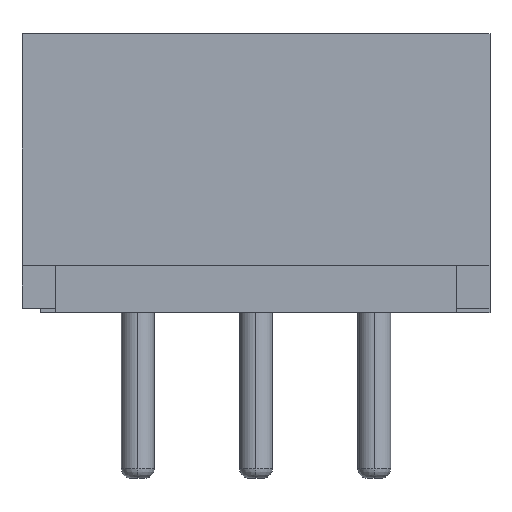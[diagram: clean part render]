
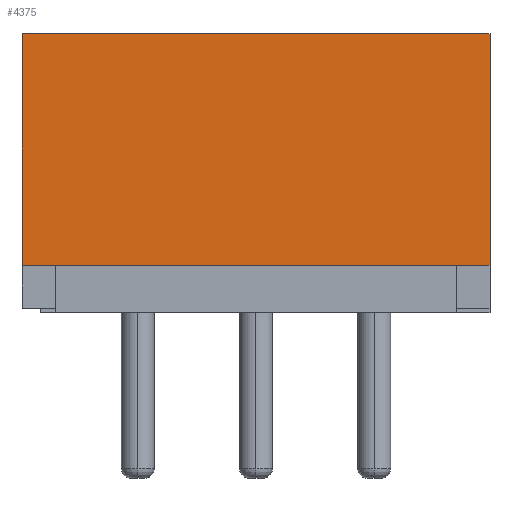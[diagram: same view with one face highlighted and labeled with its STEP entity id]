
A CAD part, top view. The second image highlights one B-rep face of the part: STEP entity #4375.
In plain terms, the highlighted planar face has unit normal (0, 0, 1).
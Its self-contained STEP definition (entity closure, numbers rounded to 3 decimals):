
#3093 = PLANE('',#3094);
#3094 = AXIS2_PLACEMENT_3D('',#3095,#3096,#3097);
#3095 = CARTESIAN_POINT('',(4.95,-1.95,1.25));
#3096 = DIRECTION('',(0.,1.,0.));
#3097 = DIRECTION('',(0.,-0.,1.));
#4171 = VERTEX_POINT('',#4172);
#4172 = CARTESIAN_POINT('',(4.95,-1.95,2.47));
#4186 = PLANE('',#4187);
#4187 = AXIS2_PLACEMENT_3D('',#4188,#4189,#4190);
#4188 = CARTESIAN_POINT('',(4.95,-2.95,2.47));
#4189 = DIRECTION('',(1.,-0.,0.));
#4190 = DIRECTION('',(0.,0.,-1.));
#4198 = EDGE_CURVE('',#4199,#4171,#4201,.T.);
#4199 = VERTEX_POINT('',#4200);
#4200 = CARTESIAN_POINT('',(-4.95,-1.95,2.47));
#4201 = SURFACE_CURVE('',#4202,(#4206,#4213),.PCURVE_S1.);
#4202 = LINE('',#4203,#4204);
#4203 = CARTESIAN_POINT('',(4.95,-1.95,2.47));
#4204 = VECTOR('',#4205,1.);
#4205 = DIRECTION('',(1.,0.,-0.));
#4206 = PCURVE('',#3093,#4207);
#4207 = DEFINITIONAL_REPRESENTATION('',(#4208),#4212);
#4208 = LINE('',#4209,#4210);
#4209 = CARTESIAN_POINT('',(1.22,0.));
#4210 = VECTOR('',#4211,1.);
#4211 = DIRECTION('',(0.,1.));
#4212 = ( GEOMETRIC_REPRESENTATION_CONTEXT(2) 
PARAMETRIC_REPRESENTATION_CONTEXT() REPRESENTATION_CONTEXT('2D SPACE',''
  ) );
#4213 = PCURVE('',#4214,#4219);
#4214 = PLANE('',#4215);
#4215 = AXIS2_PLACEMENT_3D('',#4216,#4217,#4218);
#4216 = CARTESIAN_POINT('',(-4.95,-2.95,2.47));
#4217 = DIRECTION('',(0.,0.,1.));
#4218 = DIRECTION('',(1.,0.,-0.));
#4219 = DEFINITIONAL_REPRESENTATION('',(#4220),#4224);
#4220 = LINE('',#4221,#4222);
#4221 = CARTESIAN_POINT('',(9.9,1.));
#4222 = VECTOR('',#4223,1.);
#4223 = DIRECTION('',(1.,0.));
#4224 = ( GEOMETRIC_REPRESENTATION_CONTEXT(2) 
PARAMETRIC_REPRESENTATION_CONTEXT() REPRESENTATION_CONTEXT('2D SPACE',''
  ) );
#4242 = PLANE('',#4243);
#4243 = AXIS2_PLACEMENT_3D('',#4244,#4245,#4246);
#4244 = CARTESIAN_POINT('',(-4.95,-2.95,-1.19));
#4245 = DIRECTION('',(-1.,0.,0.));
#4246 = DIRECTION('',(0.,0.,1.));
#4375 = ADVANCED_FACE('',(#4376),#4214,.T.);
#4376 = FACE_BOUND('',#4377,.T.);
#4377 = EDGE_LOOP('',(#4378,#4401,#4402,#4425));
#4378 = ORIENTED_EDGE('',*,*,#4379,.T.);
#4379 = EDGE_CURVE('',#4380,#4199,#4382,.T.);
#4380 = VERTEX_POINT('',#4381);
#4381 = CARTESIAN_POINT('',(-4.95,2.95,2.47));
#4382 = SURFACE_CURVE('',#4383,(#4387,#4394),.PCURVE_S1.);
#4383 = LINE('',#4384,#4385);
#4384 = CARTESIAN_POINT('',(-4.95,-2.95,2.47));
#4385 = VECTOR('',#4386,1.);
#4386 = DIRECTION('',(0.,-1.,-0.));
#4387 = PCURVE('',#4214,#4388);
#4388 = DEFINITIONAL_REPRESENTATION('',(#4389),#4393);
#4389 = LINE('',#4390,#4391);
#4390 = CARTESIAN_POINT('',(0.,0.));
#4391 = VECTOR('',#4392,1.);
#4392 = DIRECTION('',(0.,-1.));
#4393 = ( GEOMETRIC_REPRESENTATION_CONTEXT(2) 
PARAMETRIC_REPRESENTATION_CONTEXT() REPRESENTATION_CONTEXT('2D SPACE',''
  ) );
#4394 = PCURVE('',#4242,#4395);
#4395 = DEFINITIONAL_REPRESENTATION('',(#4396),#4400);
#4396 = LINE('',#4397,#4398);
#4397 = CARTESIAN_POINT('',(3.66,0.));
#4398 = VECTOR('',#4399,1.);
#4399 = DIRECTION('',(0.,-1.));
#4400 = ( GEOMETRIC_REPRESENTATION_CONTEXT(2) 
PARAMETRIC_REPRESENTATION_CONTEXT() REPRESENTATION_CONTEXT('2D SPACE',''
  ) );
#4401 = ORIENTED_EDGE('',*,*,#4198,.T.);
#4402 = ORIENTED_EDGE('',*,*,#4403,.T.);
#4403 = EDGE_CURVE('',#4171,#4404,#4406,.T.);
#4404 = VERTEX_POINT('',#4405);
#4405 = CARTESIAN_POINT('',(4.95,2.95,2.47));
#4406 = SURFACE_CURVE('',#4407,(#4411,#4418),.PCURVE_S1.);
#4407 = LINE('',#4408,#4409);
#4408 = CARTESIAN_POINT('',(4.95,-2.95,2.47));
#4409 = VECTOR('',#4410,1.);
#4410 = DIRECTION('',(-0.,1.,0.));
#4411 = PCURVE('',#4214,#4412);
#4412 = DEFINITIONAL_REPRESENTATION('',(#4413),#4417);
#4413 = LINE('',#4414,#4415);
#4414 = CARTESIAN_POINT('',(9.9,0.));
#4415 = VECTOR('',#4416,1.);
#4416 = DIRECTION('',(0.,1.));
#4417 = ( GEOMETRIC_REPRESENTATION_CONTEXT(2) 
PARAMETRIC_REPRESENTATION_CONTEXT() REPRESENTATION_CONTEXT('2D SPACE',''
  ) );
#4418 = PCURVE('',#4186,#4419);
#4419 = DEFINITIONAL_REPRESENTATION('',(#4420),#4424);
#4420 = LINE('',#4421,#4422);
#4421 = CARTESIAN_POINT('',(0.,0.));
#4422 = VECTOR('',#4423,1.);
#4423 = DIRECTION('',(0.,1.));
#4424 = ( GEOMETRIC_REPRESENTATION_CONTEXT(2) 
PARAMETRIC_REPRESENTATION_CONTEXT() REPRESENTATION_CONTEXT('2D SPACE',''
  ) );
#4425 = ORIENTED_EDGE('',*,*,#4426,.T.);
#4426 = EDGE_CURVE('',#4404,#4380,#4427,.T.);
#4427 = SURFACE_CURVE('',#4428,(#4432,#4439),.PCURVE_S1.);
#4428 = LINE('',#4429,#4430);
#4429 = CARTESIAN_POINT('',(-4.95,2.95,2.47));
#4430 = VECTOR('',#4431,1.);
#4431 = DIRECTION('',(-1.,-0.,0.));
#4432 = PCURVE('',#4214,#4433);
#4433 = DEFINITIONAL_REPRESENTATION('',(#4434),#4438);
#4434 = LINE('',#4435,#4436);
#4435 = CARTESIAN_POINT('',(0.,5.9));
#4436 = VECTOR('',#4437,1.);
#4437 = DIRECTION('',(-1.,0.));
#4438 = ( GEOMETRIC_REPRESENTATION_CONTEXT(2) 
PARAMETRIC_REPRESENTATION_CONTEXT() REPRESENTATION_CONTEXT('2D SPACE',''
  ) );
#4439 = PCURVE('',#4440,#4445);
#4440 = PLANE('',#4441);
#4441 = AXIS2_PLACEMENT_3D('',#4442,#4443,#4444);
#4442 = CARTESIAN_POINT('',(0.,2.95,0.));
#4443 = DIRECTION('',(-0.,1.,0.));
#4444 = DIRECTION('',(0.,0.,1.));
#4445 = DEFINITIONAL_REPRESENTATION('',(#4446),#4450);
#4446 = LINE('',#4447,#4448);
#4447 = CARTESIAN_POINT('',(2.47,-4.95));
#4448 = VECTOR('',#4449,1.);
#4449 = DIRECTION('',(0.,-1.));
#4450 = ( GEOMETRIC_REPRESENTATION_CONTEXT(2) 
PARAMETRIC_REPRESENTATION_CONTEXT() REPRESENTATION_CONTEXT('2D SPACE',''
  ) );
